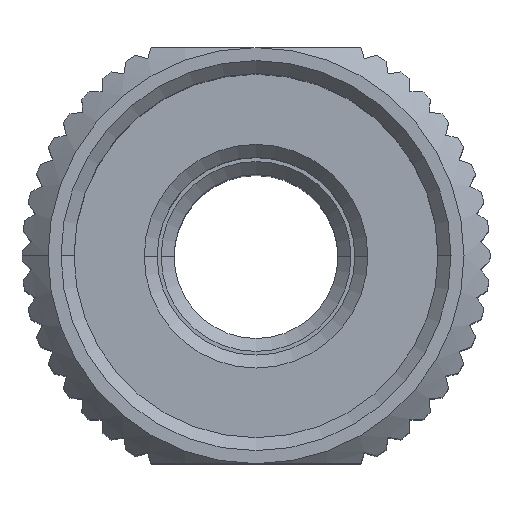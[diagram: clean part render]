
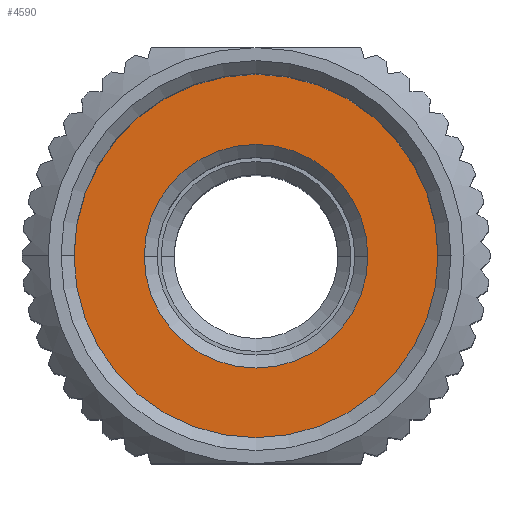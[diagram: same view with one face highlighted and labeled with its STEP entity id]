
A CAD part, top view. The second image highlights one B-rep face of the part: STEP entity #4590.
In plain terms, the highlighted planar face has unit normal (0, 0, 1).
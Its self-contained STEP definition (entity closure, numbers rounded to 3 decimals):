
#83 = DIRECTION ( 'NONE',  ( 0., 0., -1. ) ) ;
#105 = CIRCLE ( 'NONE', #6876, 4.3 ) ;
#400 = VERTEX_POINT ( 'NONE', #6159 ) ;
#617 = CARTESIAN_POINT ( 'NONE',  ( -7., 0., 3. ) ) ;
#761 = CARTESIAN_POINT ( 'NONE',  ( 0., -7., 3. ) ) ;
#1004 = DIRECTION ( 'NONE',  ( 0., 0., -1. ) ) ;
#1276 = AXIS2_PLACEMENT_3D ( 'NONE', #5890, #2791, #2171 ) ;
#1483 = CIRCLE ( 'NONE', #6498, 7. ) ;
#1709 = EDGE_LOOP ( 'NONE', ( #8037, #6325 ) ) ;
#2030 = FACE_OUTER_BOUND ( 'NONE', #2779, .T. ) ;
#2050 = EDGE_CURVE ( 'NONE', #2210, #3183, #6996, .T. ) ;
#2108 = CARTESIAN_POINT ( 'NONE',  ( -4.3, 0., 3. ) ) ;
#2171 = DIRECTION ( 'NONE',  ( 1., 0., 0. ) ) ;
#2210 = VERTEX_POINT ( 'NONE', #617 ) ;
#2288 = CARTESIAN_POINT ( 'NONE',  ( 0., 0., 3. ) ) ;
#2462 = DIRECTION ( 'NONE',  ( 0., 0., -1. ) ) ;
#2484 = DIRECTION ( 'NONE',  ( -1., 0., 0. ) ) ;
#2779 = EDGE_LOOP ( 'NONE', ( #4225, #3866 ) ) ;
#2791 = DIRECTION ( 'NONE',  ( 0., 0., 1. ) ) ;
#3005 = DIRECTION ( 'NONE',  ( -1., 0., 0. ) ) ;
#3183 = VERTEX_POINT ( 'NONE', #5568 ) ;
#3677 = AXIS2_PLACEMENT_3D ( 'NONE', #4398, #2462, #2484 ) ;
#3866 = ORIENTED_EDGE ( 'NONE', *, *, #2050, .T. ) ;
#4129 = EDGE_CURVE ( 'NONE', #400, #5441, #7166, .T. ) ;
#4225 = ORIENTED_EDGE ( 'NONE', *, *, #7898, .T. ) ;
#4290 = FACE_BOUND ( 'NONE', #1709, .T. ) ;
#4398 = CARTESIAN_POINT ( 'NONE',  ( 0., 0., 3. ) ) ;
#4590 = ADVANCED_FACE ( 'NONE', ( #4290, #2030 ), #5773, .F. ) ;
#4885 = CARTESIAN_POINT ( 'NONE',  ( 0., 0., 3. ) ) ;
#5029 = AXIS2_PLACEMENT_3D ( 'NONE', #761, #83, #5172 ) ;
#5172 = DIRECTION ( 'NONE',  ( -1., 0., 0. ) ) ;
#5441 = VERTEX_POINT ( 'NONE', #2108 ) ;
#5568 = CARTESIAN_POINT ( 'NONE',  ( 7., 0., 3. ) ) ;
#5773 = PLANE ( 'NONE',  #5029 ) ;
#5890 = CARTESIAN_POINT ( 'NONE',  ( 0., 0., 3. ) ) ;
#6159 = CARTESIAN_POINT ( 'NONE',  ( 4.3, 0., 3. ) ) ;
#6325 = ORIENTED_EDGE ( 'NONE', *, *, #6425, .T. ) ;
#6425 = EDGE_CURVE ( 'NONE', #5441, #400, #105, .T. ) ;
#6498 = AXIS2_PLACEMENT_3D ( 'NONE', #4885, #8023, #7406 ) ;
#6876 = AXIS2_PLACEMENT_3D ( 'NONE', #2288, #1004, #3005 ) ;
#6996 = CIRCLE ( 'NONE', #1276, 7. ) ;
#7166 = CIRCLE ( 'NONE', #3677, 4.3 ) ;
#7406 = DIRECTION ( 'NONE',  ( 1., 0., 0. ) ) ;
#7898 = EDGE_CURVE ( 'NONE', #3183, #2210, #1483, .T. ) ;
#8023 = DIRECTION ( 'NONE',  ( 0., 0., 1. ) ) ;
#8037 = ORIENTED_EDGE ( 'NONE', *, *, #4129, .T. ) ;
